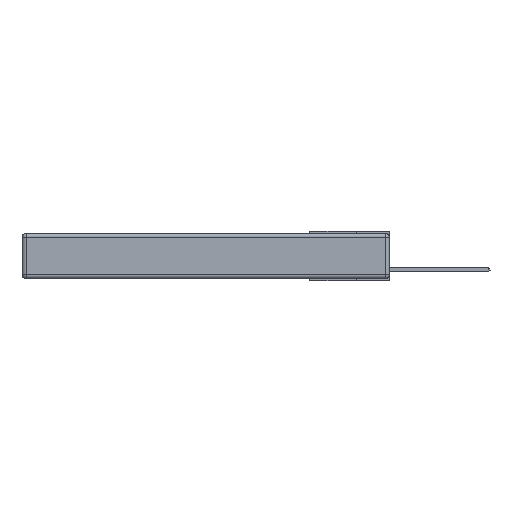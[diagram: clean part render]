
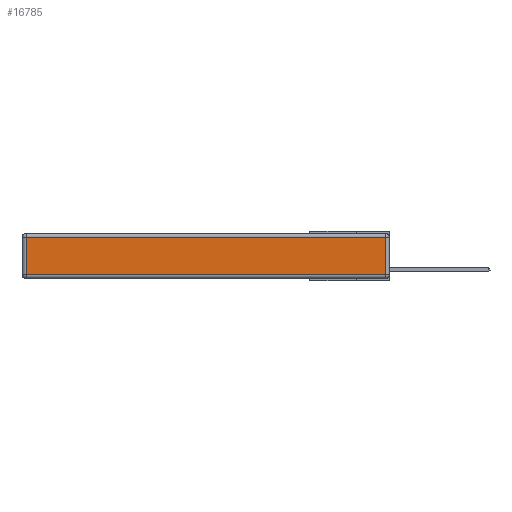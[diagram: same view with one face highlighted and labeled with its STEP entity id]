
A CAD part, left-side view. The second image highlights one B-rep face of the part: STEP entity #16785.
In plain terms, the highlighted planar face has unit normal (-1, 0, 0).
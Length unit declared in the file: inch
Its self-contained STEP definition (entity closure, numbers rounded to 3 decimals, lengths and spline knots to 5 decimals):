
#126 = LINE ( 'NONE', #2860, #21177 ) ;
#2468 = LINE ( 'NONE', #8327, #11729 ) ;
#2860 = CARTESIAN_POINT ( 'NONE',  ( 0., 0.03, -0.343 ) ) ;
#3707 = CARTESIAN_POINT ( 'NONE',  ( 0., 2.75, -0.03 ) ) ;
#3808 = CARTESIAN_POINT ( 'NONE',  ( 0., 0., -0.343 ) ) ;
#4788 = CARTESIAN_POINT ( 'NONE',  ( 0., 0.03, -0.313 ) ) ;
#6593 = ORIENTED_EDGE ( 'NONE', *, *, #13763, .T. ) ;
#6853 = VERTEX_POINT ( 'NONE', #21757 ) ;
#7855 = ORIENTED_EDGE ( 'NONE', *, *, #11550, .T. ) ;
#8327 = CARTESIAN_POINT ( 'NONE',  ( 0., 0., -0.313 ) ) ;
#9301 = LINE ( 'NONE', #12827, #20195 ) ;
#9829 = DIRECTION ( 'NONE',  ( 0., 1., 0. ) ) ;
#10154 = VERTEX_POINT ( 'NONE', #4788 ) ;
#10769 = ORIENTED_EDGE ( 'NONE', *, *, #17982, .T. ) ;
#10855 = LINE ( 'NONE', #3707, #24932 ) ;
#10977 = VERTEX_POINT ( 'NONE', #17745 ) ;
#11343 = CARTESIAN_POINT ( 'NONE',  ( 0., 2.72, -0.313 ) ) ;
#11550 = EDGE_CURVE ( 'NONE', #6853, #10977, #10855, .T. ) ;
#11729 = VECTOR ( 'NONE', #20652, 39.37008 ) ;
#12827 = CARTESIAN_POINT ( 'NONE',  ( 0., 2.72, -0.343 ) ) ;
#13763 = EDGE_CURVE ( 'NONE', #10154, #6853, #126, .T. ) ;
#14380 = ORIENTED_EDGE ( 'NONE', *, *, #14435, .T. ) ;
#14435 = EDGE_CURVE ( 'NONE', #10977, #16417, #9301, .T. ) ;
#16010 = PLANE ( 'NONE',  #17742 ) ;
#16204 = DIRECTION ( 'NONE',  ( -1., 0., 0. ) ) ;
#16417 = VERTEX_POINT ( 'NONE', #11343 ) ;
#16656 = DIRECTION ( 'NONE',  ( 0., 0., -1. ) ) ;
#16785 = ADVANCED_FACE ( 'NONE', ( #17176 ), #16010, .T. ) ;
#17176 = FACE_OUTER_BOUND ( 'NONE', #25192, .T. ) ;
#17742 = AXIS2_PLACEMENT_3D ( 'NONE', #3808, #16204, #22087 ) ;
#17745 = CARTESIAN_POINT ( 'NONE',  ( 0., 2.72, -0.03 ) ) ;
#17982 = EDGE_CURVE ( 'NONE', #16417, #10154, #2468, .T. ) ;
#19034 = DIRECTION ( 'NONE',  ( 0., 0., 1. ) ) ;
#20195 = VECTOR ( 'NONE', #16656, 39.37008 ) ;
#20652 = DIRECTION ( 'NONE',  ( 0., -1., 0. ) ) ;
#21177 = VECTOR ( 'NONE', #19034, 39.37008 ) ;
#21757 = CARTESIAN_POINT ( 'NONE',  ( 0., 0.03, -0.03 ) ) ;
#22087 = DIRECTION ( 'NONE',  ( 0., 0., 1. ) ) ;
#24932 = VECTOR ( 'NONE', #9829, 39.37008 ) ;
#25192 = EDGE_LOOP ( 'NONE', ( #10769, #6593, #7855, #14380 ) ) ;
